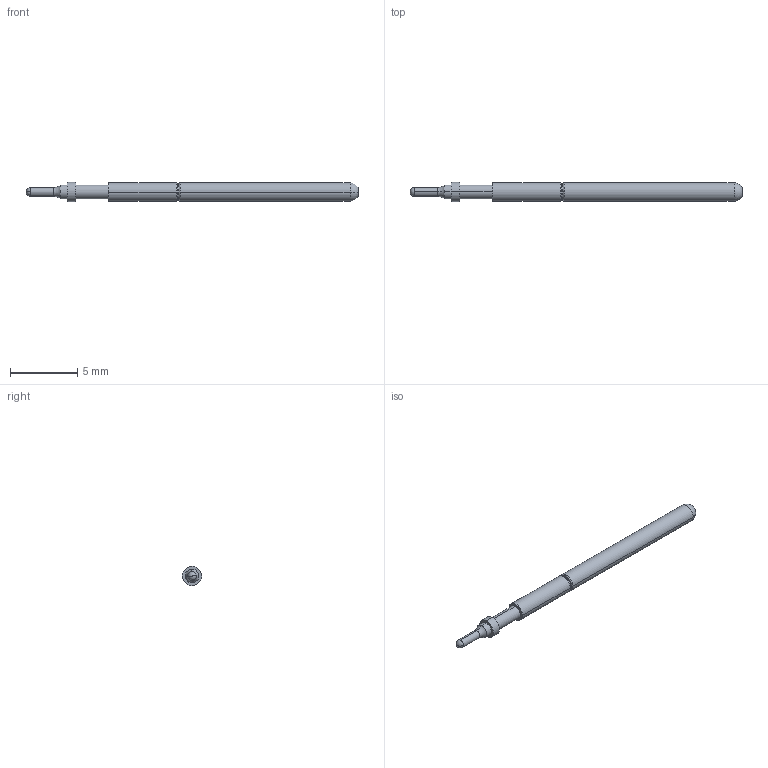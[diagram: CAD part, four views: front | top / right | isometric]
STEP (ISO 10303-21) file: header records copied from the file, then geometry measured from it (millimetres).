
FILE_DESCRIPTION (( 'STEP AP214' ), '1' );
FILE_NAME ('100-PL_1670_.STEP', '2016-05-10T14:55:59', ( 'spare' ), ( '' ), 'SwSTEP 2.0', 'SolidWorks 2016', '' );
FILE_SCHEMA (( 'AUTOMOTIVE_DESIGN' ));
Length unit declared in the file: inch
Products named in the file (1): 100-PL_1670_
Bounding box: 24.64 x 1.42 x 1.42 mm (x, y, z)
Volume: 31.1 mm3; surface area: 100.1 mm2
Topology: 1 solids, 1 shells, 37 faces, 86 edges, 51 vertices
Faces by surface type: cylinder 14, torus 10, plane 5, sphere 4, cone 4
Entity records: 1553 total; most frequent: DIRECTION 218, CARTESIAN_POINT 167, ORIENTED_EDGE 160, AXIS2_PLACEMENT_3D 100, EDGE_CURVE 80, CIRCLE 62, VERTEX_POINT 49, EDGE_LOOP 41
